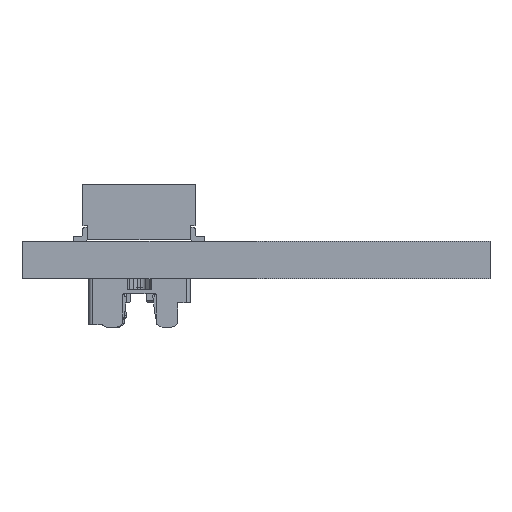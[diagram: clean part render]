
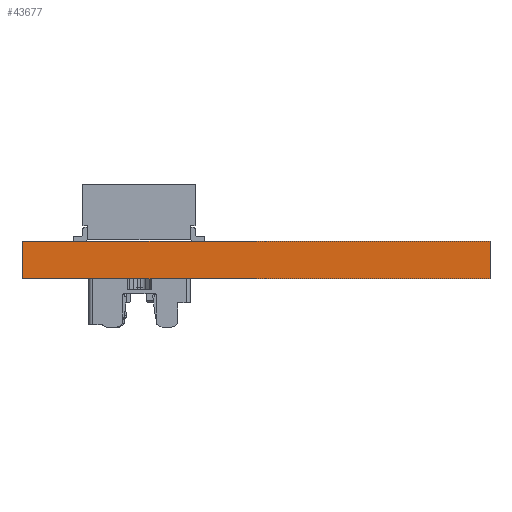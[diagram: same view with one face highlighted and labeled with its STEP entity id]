
A CAD part, front view. The second image highlights one B-rep face of the part: STEP entity #43677.
In plain terms, the highlighted planar face has unit normal (0, -1, 0).
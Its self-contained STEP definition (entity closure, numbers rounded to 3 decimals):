
#443=PLANE('',#46283);
#2239=FACE_OUTER_BOUND('',#4599,.T.);
#4599=EDGE_LOOP('',(#30164,#30165,#30166,#30167));
#7314=LINE('',#62903,#12501);
#7315=LINE('',#62905,#12502);
#7316=LINE('',#62907,#12503);
#7317=LINE('',#62908,#12504);
#12501=VECTOR('',#50407,10.);
#12502=VECTOR('',#50408,10.);
#12503=VECTOR('',#50409,10.);
#12504=VECTOR('',#50410,10.);
#19097=VERTEX_POINT('',#62901);
#19098=VERTEX_POINT('',#62902);
#19099=VERTEX_POINT('',#62904);
#19100=VERTEX_POINT('',#62906);
#23528=EDGE_CURVE('',#19097,#19098,#7314,.T.);
#23529=EDGE_CURVE('',#19097,#19099,#7315,.T.);
#23530=EDGE_CURVE('',#19100,#19099,#7316,.T.);
#23531=EDGE_CURVE('',#19098,#19100,#7317,.T.);
#30164=ORIENTED_EDGE('',*,*,#23528,.F.);
#30165=ORIENTED_EDGE('',*,*,#23529,.T.);
#30166=ORIENTED_EDGE('',*,*,#23530,.F.);
#30167=ORIENTED_EDGE('',*,*,#23531,.F.);
#43677=ADVANCED_FACE('',(#2239),#443,.T.);
#46283=AXIS2_PLACEMENT_3D('',#62900,#50405,#50406);
#50405=DIRECTION('center_axis',(0.,-1.,0.));
#50406=DIRECTION('ref_axis',(1.,0.,0.));
#50407=DIRECTION('',(-1.,0.,0.));
#50408=DIRECTION('',(0.,0.,1.));
#50409=DIRECTION('',(1.,0.,0.));
#50410=DIRECTION('',(0.,0.,1.));
#62900=CARTESIAN_POINT('Origin',(0.,0.,0.));
#62901=CARTESIAN_POINT('',(12.,0.,0.));
#62902=CARTESIAN_POINT('',(0.,0.,0.));
#62903=CARTESIAN_POINT('',(12.,0.,0.));
#62904=CARTESIAN_POINT('',(12.,0.,0.955));
#62905=CARTESIAN_POINT('',(12.,0.,0.));
#62906=CARTESIAN_POINT('',(0.,0.,0.955));
#62907=CARTESIAN_POINT('',(12.,0.,0.955));
#62908=CARTESIAN_POINT('',(0.,0.,0.));
